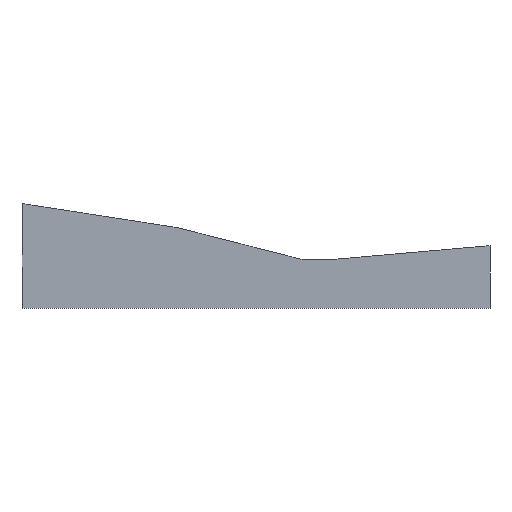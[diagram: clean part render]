
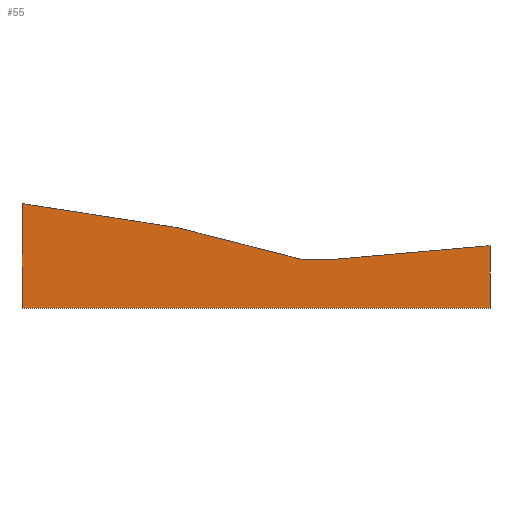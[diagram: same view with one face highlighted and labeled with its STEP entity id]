
A CAD part, top view. The second image highlights one B-rep face of the part: STEP entity #55.
In plain terms, the highlighted planar face has unit normal (0, 0, 1).
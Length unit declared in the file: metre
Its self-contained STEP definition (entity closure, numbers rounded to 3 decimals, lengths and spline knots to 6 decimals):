
#12=FACE_OUTER_BOUND('',#13,.T.);
#13=EDGE_LOOP('',(#46,#47,#48,#49,#50,#51,#52,#53));
#14=LINE('',#88,#22);
#15=LINE('',#90,#23);
#16=LINE('',#92,#24);
#17=LINE('',#94,#25);
#18=LINE('',#96,#26);
#19=LINE('',#98,#27);
#20=LINE('',#100,#28);
#21=LINE('',#101,#29);
#22=VECTOR('',#76,0.01);
#23=VECTOR('',#77,0.01);
#24=VECTOR('',#78,0.01);
#25=VECTOR('',#79,0.01);
#26=VECTOR('',#80,0.01);
#27=VECTOR('',#81,0.01);
#28=VECTOR('',#82,0.01);
#29=VECTOR('',#83,0.01);
#30=VERTEX_POINT('',#86);
#31=VERTEX_POINT('',#87);
#32=VERTEX_POINT('',#89);
#33=VERTEX_POINT('',#91);
#34=VERTEX_POINT('',#93);
#35=VERTEX_POINT('',#95);
#36=VERTEX_POINT('',#97);
#37=VERTEX_POINT('',#99);
#38=EDGE_CURVE('',#30,#31,#14,.T.);
#39=EDGE_CURVE('',#32,#30,#15,.T.);
#40=EDGE_CURVE('',#33,#32,#16,.T.);
#41=EDGE_CURVE('',#34,#33,#17,.T.);
#42=EDGE_CURVE('',#35,#34,#18,.T.);
#43=EDGE_CURVE('',#36,#35,#19,.T.);
#44=EDGE_CURVE('',#37,#36,#20,.T.);
#45=EDGE_CURVE('',#31,#37,#21,.T.);
#46=ORIENTED_EDGE('',*,*,#38,.F.);
#47=ORIENTED_EDGE('',*,*,#39,.F.);
#48=ORIENTED_EDGE('',*,*,#40,.F.);
#49=ORIENTED_EDGE('',*,*,#41,.F.);
#50=ORIENTED_EDGE('',*,*,#42,.F.);
#51=ORIENTED_EDGE('',*,*,#43,.F.);
#52=ORIENTED_EDGE('',*,*,#44,.F.);
#53=ORIENTED_EDGE('',*,*,#45,.F.);
#54=PLANE('',#71);
#55=ADVANCED_FACE('',(#12),#54,.T.);
#71=AXIS2_PLACEMENT_3D('',#85,#74,#75);
#74=DIRECTION('center_axis',(0.,0.,1.));
#75=DIRECTION('ref_axis',(1.,0.,0.));
#76=DIRECTION('',(0.,-1.,0.));
#77=DIRECTION('',(0.996,0.087,0.));
#78=DIRECTION('',(1.,0.,0.));
#79=DIRECTION('',(0.97,-0.244,0.));
#80=DIRECTION('',(0.969,-0.247,0.));
#81=DIRECTION('',(0.988,-0.153,0.));
#82=DIRECTION('',(0.,1.,0.));
#83=DIRECTION('',(-1.,0.,0.));
#85=CARTESIAN_POINT('Origin',(1.693355,0.2,0.));
#86=CARTESIAN_POINT('',(2.586711,0.239293,0.));
#87=CARTESIAN_POINT('',(2.586711,0.,0.));
#88=CARTESIAN_POINT('',(2.586711,0.239293,0.));
#89=CARTESIAN_POINT('',(1.988994,0.187,0.));
#90=CARTESIAN_POINT('',(1.988994,0.187,0.));
#91=CARTESIAN_POINT('',(1.868994,0.187,0.));
#92=CARTESIAN_POINT('',(1.868994,0.187,0.));
#93=CARTESIAN_POINT('',(1.828994,0.197059,0.));
#94=CARTESIAN_POINT('',(1.828994,0.197059,0.));
#95=CARTESIAN_POINT('',(1.392937,0.308208,0.));
#96=CARTESIAN_POINT('',(1.392937,0.308208,0.));
#97=CARTESIAN_POINT('',(0.8,0.4,0.));
#98=CARTESIAN_POINT('',(0.8,0.4,0.));
#99=CARTESIAN_POINT('',(0.8,0.,0.));
#100=CARTESIAN_POINT('',(0.8,0.,0.));
#101=CARTESIAN_POINT('',(2.546711,0.,0.));
